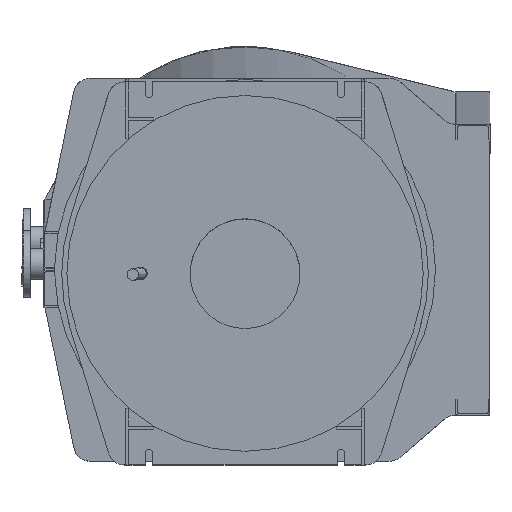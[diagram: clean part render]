
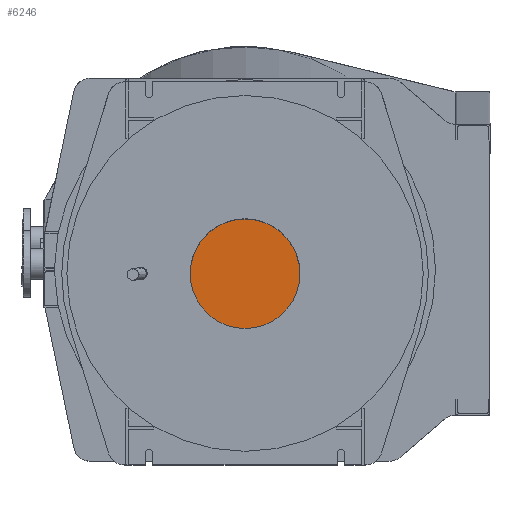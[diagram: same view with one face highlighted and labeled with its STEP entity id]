
A CAD part, left-side view. The second image highlights one B-rep face of the part: STEP entity #6246.
In plain terms, the highlighted face is planar.
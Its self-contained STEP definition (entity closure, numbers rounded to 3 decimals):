
#312=PLANE('',#6859);
#594=FACE_OUTER_BOUND('',#910,.T.);
#910=EDGE_LOOP('',(#5587,#5588));
#1176=CIRCLE('',#6855,160.);
#1177=CIRCLE('',#6856,160.);
#3000=VERTEX_POINT('',#10905);
#3001=VERTEX_POINT('',#10906);
#3890=EDGE_CURVE('',#3000,#3001,#1176,.T.);
#3891=EDGE_CURVE('',#3001,#3000,#1177,.T.);
#5587=ORIENTED_EDGE('',*,*,#3890,.T.);
#5588=ORIENTED_EDGE('',*,*,#3891,.T.);
#6246=ADVANCED_FACE('',(#594),#312,.T.);
#6855=AXIS2_PLACEMENT_3D('',#10907,#8430,#8431);
#6856=AXIS2_PLACEMENT_3D('',#10908,#8432,#8433);
#6859=AXIS2_PLACEMENT_3D('',#10914,#8439,#8440);
#8430=DIRECTION('center_axis',(0.,0.,1.));
#8431=DIRECTION('ref_axis',(1.,0.,0.));
#8432=DIRECTION('center_axis',(0.,0.,1.));
#8433=DIRECTION('ref_axis',(1.,0.,0.));
#8439=DIRECTION('center_axis',(0.,0.,1.));
#8440=DIRECTION('ref_axis',(1.,0.,0.));
#10905=CARTESIAN_POINT('',(160.,0.,211.));
#10906=CARTESIAN_POINT('',(-160.,0.,211.));
#10907=CARTESIAN_POINT('Origin',(0.,0.,211.));
#10908=CARTESIAN_POINT('Origin',(0.,0.,211.));
#10914=CARTESIAN_POINT('Origin',(0.,0.,211.));
